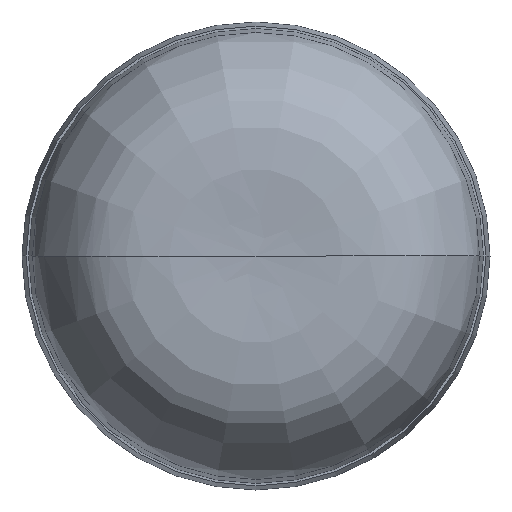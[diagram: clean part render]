
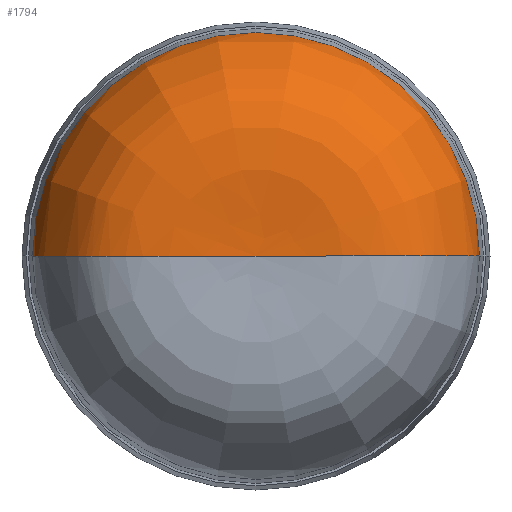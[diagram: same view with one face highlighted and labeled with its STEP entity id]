
A CAD part, front view. The second image highlights one B-rep face of the part: STEP entity #1794.
In plain terms, the highlighted face is a revolution surface.
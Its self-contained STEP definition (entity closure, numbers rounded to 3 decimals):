
#1503=CARTESIAN_POINT('',(0.,-0.248,0.));
#1504=DIRECTION('',(0.,1.,0.));
#1505=DIRECTION('',(-1.,0.,0.));
#1506=AXIS2_PLACEMENT_3D('',#1503,#1504,#1505);
#1508=CARTESIAN_POINT('',(-30.04,-0.248,0.));
#1509=CARTESIAN_POINT('',(-30.001,-0.85,0.));
#1510=CARTESIAN_POINT('',(-29.899,-1.8,0.));
#1511=CARTESIAN_POINT('',(-29.591,-3.115,0.));
#1512=CARTESIAN_POINT('',(-29.226,-4.149,0.));
#1513=CARTESIAN_POINT('',(-28.743,-5.102,0.));
#1514=CARTESIAN_POINT('',(-28.236,-5.913,0.));
#1515=CARTESIAN_POINT('',(-27.729,-6.643,0.));
#1516=CARTESIAN_POINT('',(-27.124,-7.489,0.));
#1517=CARTESIAN_POINT('',(-26.408,-8.558,0.));
#1518=CARTESIAN_POINT('',(-25.432,-9.96,0.));
#1519=CARTESIAN_POINT('',(-24.289,-11.363,0.));
#1520=CARTESIAN_POINT('',(-22.825,-12.708,0.));
#1521=CARTESIAN_POINT('',(-21.097,-13.735,0.));
#1522=CARTESIAN_POINT('',(-18.813,-14.668,0.));
#1523=CARTESIAN_POINT('',(-15.96,-15.337,0.));
#1524=CARTESIAN_POINT('',(-11.391,-15.673,0.));
#1525=CARTESIAN_POINT('',(-5.872,-15.241,0.));
#1526=CARTESIAN_POINT('',(-1.857,-15.01,0.));
#1527=CARTESIAN_POINT('',(-0.05,-15.132,0.));
#1528=CARTESIAN_POINT('',(0.,-15.135,0.));
#1530=CARTESIAN_POINT('',(30.04,-0.248,0.));
#1531=CARTESIAN_POINT('',(30.001,-0.85,0.));
#1532=CARTESIAN_POINT('',(29.899,-1.8,
0.));
#1533=CARTESIAN_POINT('',(29.591,-3.115,
0.));
#1534=CARTESIAN_POINT('',(29.226,-4.149,
0.));
#1535=CARTESIAN_POINT('',(28.743,-5.102,
0.));
#1536=CARTESIAN_POINT('',(28.236,-5.913,
0.));
#1537=CARTESIAN_POINT('',(27.729,-6.643,
0.));
#1538=CARTESIAN_POINT('',(27.124,-7.489,
0.));
#1539=CARTESIAN_POINT('',(26.408,-8.558,
0.));
#1540=CARTESIAN_POINT('',(25.432,-9.96,
0.));
#1541=CARTESIAN_POINT('',(24.289,-11.363,
0.));
#1542=CARTESIAN_POINT('',(22.825,-12.708,
0.));
#1543=CARTESIAN_POINT('',(21.097,-13.735,
0.));
#1544=CARTESIAN_POINT('',(18.813,-14.668,
0.));
#1545=CARTESIAN_POINT('',(15.96,-15.337,
0.));
#1546=CARTESIAN_POINT('',(11.391,-15.673,0.));
#1547=CARTESIAN_POINT('',(5.872,-15.241,0.));
#1548=CARTESIAN_POINT('',(1.857,-15.01,0.));
#1549=CARTESIAN_POINT('',(0.05,-15.132,0.));
#1550=CARTESIAN_POINT('',(0.,-15.135,0.));
#1724=VERTEX_POINT('',#1508);
#1725=VERTEX_POINT('',#1528);
#1726=VERTEX_POINT('',#1530);
#1759=CARTESIAN_POINT('',(-30.062,0.134,0.));
#1760=CARTESIAN_POINT('',(-30.058,0.041,0.));
#1761=CARTESIAN_POINT('',(-30.018,-0.683,0.));
#1762=CARTESIAN_POINT('',(-29.907,-1.764,0.));
#1763=CARTESIAN_POINT('',(-29.591,-3.115,0.));
#1764=CARTESIAN_POINT('',(-29.226,-4.149,0.));
#1765=CARTESIAN_POINT('',(-28.743,-5.102,0.));
#1766=CARTESIAN_POINT('',(-28.236,-5.913,0.));
#1767=CARTESIAN_POINT('',(-27.729,-6.643,0.));
#1768=CARTESIAN_POINT('',(-27.124,-7.489,0.));
#1769=CARTESIAN_POINT('',(-26.408,-8.558,0.));
#1770=CARTESIAN_POINT('',(-25.432,-9.96,0.));
#1771=CARTESIAN_POINT('',(-24.289,-11.363,0.));
#1772=CARTESIAN_POINT('',(-22.825,-12.708,0.));
#1773=CARTESIAN_POINT('',(-21.097,-13.735,0.));
#1774=CARTESIAN_POINT('',(-18.813,-14.668,0.));
#1775=CARTESIAN_POINT('',(-15.96,-15.337,0.));
#1776=CARTESIAN_POINT('',(-11.391,-15.673,0.));
#1777=CARTESIAN_POINT('',(-5.872,-15.241,0.));
#1778=CARTESIAN_POINT('',(-1.857,-15.01,0.));
#1779=CARTESIAN_POINT('',(-0.05,-15.132,0.));
#1780=CARTESIAN_POINT('',(0.,-15.135,0.));
#1782=CARTESIAN_POINT('',(0.,-14.213,0.));
#1783=DIRECTION('',(0.,1.,0.));
#1784=AXIS1_PLACEMENT('',#1782,#1783);
#1785=SURFACE_OF_REVOLUTION('',#1781,#1784);
#1787=ORIENTED_EDGE('',*,*,#1786,.F.);
#1789=ORIENTED_EDGE('',*,*,#1788,.T.);
#1791=ORIENTED_EDGE('',*,*,#1790,.T.);
#1792=EDGE_LOOP('',(#1787,#1789,#1791));
#1793=FACE_OUTER_BOUND('',#1792,.F.);
#1794=ADVANCED_FACE('',(#1793),#1785,.F.);
#1507=CIRCLE('',#1506,30.04);
#1529=B_SPLINE_CURVE_WITH_KNOTS('',3,(#1508,#1509,#1510,#1511,#1512,#1513,#1514,
#1515,#1516,#1517,#1518,#1519,#1520,#1521,#1522,#1523,#1524,#1525,#1526,#1527,
#1528),.UNSPECIFIED.,.F.,.F.,(4,1,1,1,1,1,1,1,1,1,1,1,1,1,1,1,1,1,4),(0.,
0.045,0.068,0.092,0.115,
0.138,0.161,0.184,0.23,
0.275,0.32,0.365,0.41,
0.455,0.544,0.632,0.814,
0.995,1.),.UNSPECIFIED.);
#1551=B_SPLINE_CURVE_WITH_KNOTS('',3,(#1530,#1531,#1532,#1533,#1534,#1535,#1536,
#1537,#1538,#1539,#1540,#1541,#1542,#1543,#1544,#1545,#1546,#1547,#1548,#1549,
#1550),.UNSPECIFIED.,.F.,.F.,(4,1,1,1,1,1,1,1,1,1,1,1,1,1,1,1,1,1,4),(0.,
0.045,0.068,0.092,0.115,
0.138,0.161,0.184,0.23,
0.275,0.32,0.365,0.41,
0.455,0.544,0.632,0.814,
0.995,1.),.UNSPECIFIED.);
#1781=B_SPLINE_CURVE_WITH_KNOTS('',3,(#1759,#1760,#1761,#1762,#1763,#1764,#1765,
#1766,#1767,#1768,#1769,#1770,#1771,#1772,#1773,#1774,#1775,#1776,#1777,#1778,
#1779,#1780),.UNSPECIFIED.,.F.,.F.,(4,1,1,1,1,1,1,1,1,1,1,1,1,1,1,1,1,1,1,4),(
0.,0.007,0.054,0.077,0.101,
0.123,0.146,0.169,0.192,
0.237,0.281,0.326,0.371,
0.415,0.46,0.548,0.636,
0.815,0.995,1.),.UNSPECIFIED.);
#1786=EDGE_CURVE('',#1724,#1725,#1529,.T.);
#1788=EDGE_CURVE('',#1724,#1726,#1507,.T.);
#1790=EDGE_CURVE('',#1726,#1725,#1551,.T.);
